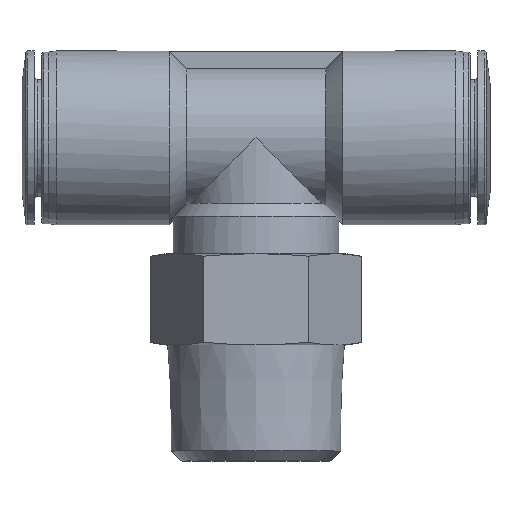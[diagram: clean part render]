
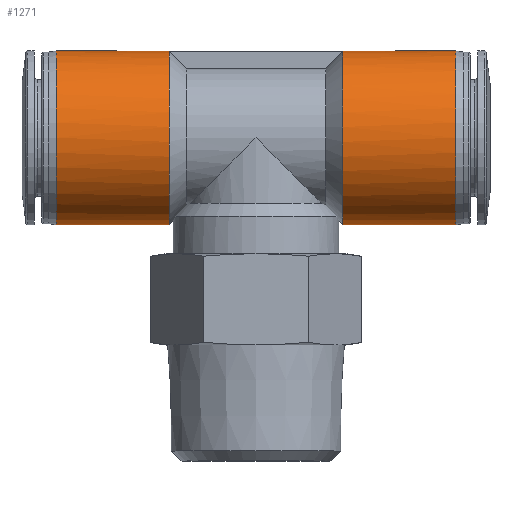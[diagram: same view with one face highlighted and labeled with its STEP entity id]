
A CAD part, top view. The second image highlights one B-rep face of the part: STEP entity #1271.
In plain terms, the highlighted cylindrical face has radius 10.5 mm (diameter 21 mm), a full revolution.
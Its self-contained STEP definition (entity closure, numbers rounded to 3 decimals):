
#51=LINE('',#1924,#61);
#52=LINE('',#1925,#62);
#61=VECTOR('',#1557,1000.);
#62=VECTOR('',#1558,1000.);
#205=ORIENTED_EDGE('',*,*,#406,.F.);
#206=ORIENTED_EDGE('',*,*,#405,.T.);
#207=ORIENTED_EDGE('',*,*,#393,.T.);
#208=ORIENTED_EDGE('',*,*,#407,.T.);
#209=ORIENTED_EDGE('',*,*,#369,.F.);
#210=ORIENTED_EDGE('',*,*,#408,.F.);
#369=EDGE_CURVE('',#472,#474,#545,.T.);
#393=EDGE_CURVE('',#490,#493,#550,.T.);
#405=EDGE_CURVE('',#503,#503,#562,.T.);
#406=EDGE_CURVE('',#504,#504,#563,.T.);
#407=EDGE_CURVE('',#493,#474,#51,.T.);
#408=EDGE_CURVE('',#490,#472,#52,.T.);
#472=VERTEX_POINT('',#1798);
#474=VERTEX_POINT('',#1801);
#490=VERTEX_POINT('',#1867);
#493=VERTEX_POINT('',#1887);
#503=VERTEX_POINT('',#1920);
#504=VERTEX_POINT('',#1923);
#545=CIRCLE('',#1337,10.5);
#550=CIRCLE('',#1349,10.5);
#562=CIRCLE('',#1371,10.5);
#563=CIRCLE('',#1373,10.5);
#625=EDGE_LOOP('',(#205));
#626=EDGE_LOOP('',(#206));
#627=EDGE_LOOP('',(#207,#208,#209,#210));
#725=FACE_BOUND('',#625,.T.);
#726=FACE_BOUND('',#626,.T.);
#727=FACE_BOUND('',#627,.T.);
#796=CYLINDRICAL_SURFACE('',#1372,10.5);
#1271=ADVANCED_FACE('',(#725,#726,#727),#796,.T.);
#1337=AXIS2_PLACEMENT_3D('',#1800,#1481,#1482);
#1349=AXIS2_PLACEMENT_3D('',#1888,#1507,#1508);
#1371=AXIS2_PLACEMENT_3D('',#1919,#1551,#1552);
#1372=AXIS2_PLACEMENT_3D('',#1921,#1553,#1554);
#1373=AXIS2_PLACEMENT_3D('',#1922,#1555,#1556);
#1481=DIRECTION('',(1.,0.,0.));
#1482=DIRECTION('',(0.,0.,-1.));
#1507=DIRECTION('',(1.,0.,0.));
#1508=DIRECTION('',(0.,0.,-1.));
#1551=DIRECTION('',(1.,0.,0.));
#1552=DIRECTION('',(0.,0.,-1.));
#1553=DIRECTION('',(1.,0.,0.));
#1554=DIRECTION('',(0.,0.,-1.));
#1555=DIRECTION('',(1.,0.,0.));
#1556=DIRECTION('',(0.,0.,-1.));
#1557=DIRECTION('',(-1.,0.,0.));
#1558=DIRECTION('',(-1.,0.,0.));
#1798=CARTESIAN_POINT('',(-10.5,10.473,0.75));
#1800=CARTESIAN_POINT('',(-10.5,0.,0.));
#1801=CARTESIAN_POINT('',(-10.5,10.473,-0.75));
#1867=CARTESIAN_POINT('',(10.5,10.473,0.75));
#1887=CARTESIAN_POINT('',(10.5,10.473,-0.75));
#1888=CARTESIAN_POINT('',(10.5,0.,0.));
#1919=CARTESIAN_POINT('',(-24.1,0.,0.));
#1920=CARTESIAN_POINT('',(-24.1,0.,-10.5));
#1921=CARTESIAN_POINT('',(28.25,0.,0.));
#1922=CARTESIAN_POINT('',(24.1,0.,0.));
#1923=CARTESIAN_POINT('',(24.1,0.,-10.5));
#1924=CARTESIAN_POINT('',(10.5,10.473,-0.75));
#1925=CARTESIAN_POINT('',(10.5,10.473,0.75));
